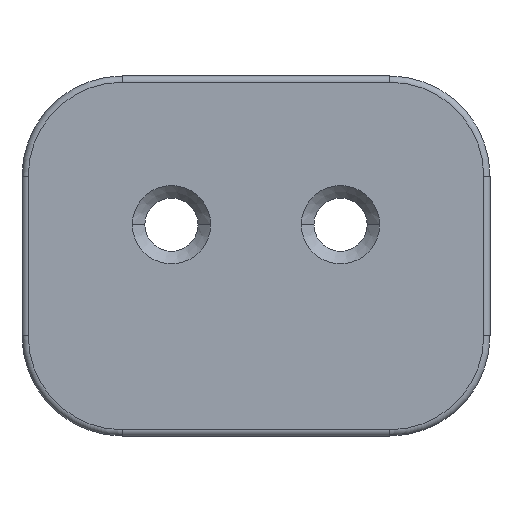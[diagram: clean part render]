
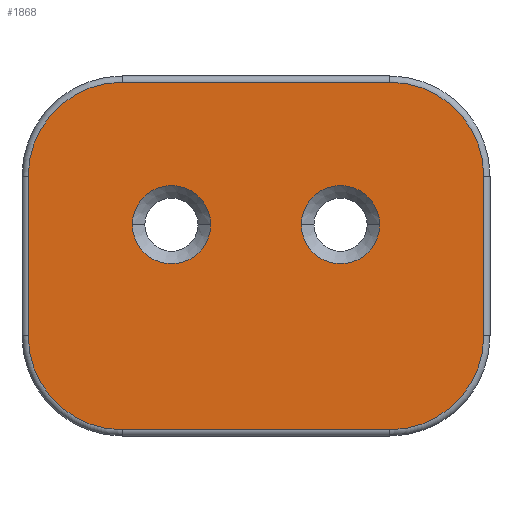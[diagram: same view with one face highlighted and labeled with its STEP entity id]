
A CAD part, front view. The second image highlights one B-rep face of the part: STEP entity #1868.
In plain terms, the highlighted planar face has unit normal (0, -1, 0).
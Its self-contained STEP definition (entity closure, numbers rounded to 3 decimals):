
#2=CARTESIAN_POINT('',(-4.275,0.,2.55));
#3=DIRECTION('',(0.,-1.,0.));
#4=DIRECTION('',(0.,0.,1.));
#5=AXIS2_PLACEMENT_3D('',#2,#3,#4);
#7=DIRECTION('',(-1.,0.,0.));
#8=VECTOR('',#7,8.55);
#9=CARTESIAN_POINT('',(4.275,0.,5.55));
#10=LINE('',#9,#8);
#11=CARTESIAN_POINT('',(4.275,0.,2.55));
#12=DIRECTION('',(0.,-1.,0.));
#13=DIRECTION('',(1.,0.,0.));
#14=AXIS2_PLACEMENT_3D('',#11,#12,#13);
#16=DIRECTION('',(0.,0.,1.));
#17=VECTOR('',#16,5.1);
#18=CARTESIAN_POINT('',(7.275,0.,-2.55));
#19=LINE('',#18,#17);
#20=CARTESIAN_POINT('',(4.275,0.,-2.55));
#21=DIRECTION('',(0.,-1.,0.));
#22=DIRECTION('',(0.,0.,-1.));
#23=AXIS2_PLACEMENT_3D('',#20,#21,#22);
#25=DIRECTION('',(1.,0.,0.));
#26=VECTOR('',#25,8.55);
#27=CARTESIAN_POINT('',(-4.275,0.,-5.55));
#28=LINE('',#27,#26);
#29=CARTESIAN_POINT('',(-4.275,0.,-2.55));
#30=DIRECTION('',(0.,-1.,0.));
#31=DIRECTION('',(-1.,0.,0.));
#32=AXIS2_PLACEMENT_3D('',#29,#30,#31);
#34=DIRECTION('',(0.,0.,-1.));
#35=VECTOR('',#34,5.1);
#36=CARTESIAN_POINT('',(-7.275,0.,2.55));
#37=LINE('',#36,#35);
#38=CARTESIAN_POINT('',(-2.7,0.,1.));
#39=DIRECTION('',(0.,1.,0.));
#40=DIRECTION('',(-1.,0.,0.));
#41=AXIS2_PLACEMENT_3D('',#38,#39,#40);
#43=CARTESIAN_POINT('',(-2.7,0.,1.));
#44=DIRECTION('',(0.,1.,0.));
#45=DIRECTION('',(1.,0.,0.));
#46=AXIS2_PLACEMENT_3D('',#43,#44,#45);
#48=CARTESIAN_POINT('',(2.7,0.,1.));
#49=DIRECTION('',(0.,1.,0.));
#50=DIRECTION('',(1.,0.,0.));
#51=AXIS2_PLACEMENT_3D('',#48,#49,#50);
#53=CARTESIAN_POINT('',(2.7,0.,1.));
#54=DIRECTION('',(0.,1.,0.));
#55=DIRECTION('',(-1.,0.,0.));
#56=AXIS2_PLACEMENT_3D('',#53,#54,#55);
#1540=CARTESIAN_POINT('',(-4.275,0.,5.55));
#1541=CARTESIAN_POINT('',(-7.275,0.,2.55));
#1542=VERTEX_POINT('',#1540);
#1543=VERTEX_POINT('',#1541);
#1548=CARTESIAN_POINT('',(-7.275,0.,-2.55));
#1549=VERTEX_POINT('',#1548);
#1552=CARTESIAN_POINT('',(-4.275,0.,-5.55));
#1553=VERTEX_POINT('',#1552);
#1556=CARTESIAN_POINT('',(4.275,0.,-5.55));
#1557=VERTEX_POINT('',#1556);
#1560=CARTESIAN_POINT('',(7.275,0.,-2.55));
#1561=VERTEX_POINT('',#1560);
#1564=CARTESIAN_POINT('',(7.275,0.,2.55));
#1565=VERTEX_POINT('',#1564);
#1568=CARTESIAN_POINT('',(4.275,0.,5.55));
#1569=VERTEX_POINT('',#1568);
#1608=CARTESIAN_POINT('',(-3.95,0.,1.));
#1609=CARTESIAN_POINT('',(-1.45,0.,1.));
#1610=VERTEX_POINT('',#1608);
#1611=VERTEX_POINT('',#1609);
#1616=CARTESIAN_POINT('',(3.95,0.,1.));
#1617=CARTESIAN_POINT('',(1.45,0.,1.));
#1618=VERTEX_POINT('',#1616);
#1619=VERTEX_POINT('',#1617);
#1833=CARTESIAN_POINT('',(0.,0.,0.));
#1834=DIRECTION('',(0.,1.,0.));
#1835=DIRECTION('',(1.,0.,0.));
#1836=AXIS2_PLACEMENT_3D('',#1833,#1834,#1835);
#1837=PLANE('',#1836);
#1839=ORIENTED_EDGE('',*,*,#1838,.F.);
#1841=ORIENTED_EDGE('',*,*,#1840,.F.);
#1843=ORIENTED_EDGE('',*,*,#1842,.F.);
#1845=ORIENTED_EDGE('',*,*,#1844,.F.);
#1847=ORIENTED_EDGE('',*,*,#1846,.F.);
#1849=ORIENTED_EDGE('',*,*,#1848,.F.);
#1851=ORIENTED_EDGE('',*,*,#1850,.F.);
#1853=ORIENTED_EDGE('',*,*,#1852,.F.);
#1854=EDGE_LOOP('',(#1839,#1841,#1843,#1845,#1847,#1849,#1851,#1853));
#1855=FACE_OUTER_BOUND('',#1854,.F.);
#1857=ORIENTED_EDGE('',*,*,#1856,.F.);
#1859=ORIENTED_EDGE('',*,*,#1858,.F.);
#1860=EDGE_LOOP('',(#1857,#1859));
#1861=FACE_BOUND('',#1860,.F.);
#1863=ORIENTED_EDGE('',*,*,#1862,.F.);
#1865=ORIENTED_EDGE('',*,*,#1864,.F.);
#1866=EDGE_LOOP('',(#1863,#1865));
#1867=FACE_BOUND('',#1866,.F.);
#1868=ADVANCED_FACE('',(#1855,#1861,#1867),#1837,.F.);
#6=CIRCLE('',#5,3.);
#15=CIRCLE('',#14,3.);
#24=CIRCLE('',#23,3.);
#33=CIRCLE('',#32,3.);
#42=CIRCLE('',#41,1.25);
#47=CIRCLE('',#46,1.25);
#52=CIRCLE('',#51,1.25);
#57=CIRCLE('',#56,1.25);
#1838=EDGE_CURVE('',#1542,#1543,#6,.T.);
#1840=EDGE_CURVE('',#1569,#1542,#10,.T.);
#1842=EDGE_CURVE('',#1565,#1569,#15,.T.);
#1844=EDGE_CURVE('',#1561,#1565,#19,.T.);
#1846=EDGE_CURVE('',#1557,#1561,#24,.T.);
#1848=EDGE_CURVE('',#1553,#1557,#28,.T.);
#1850=EDGE_CURVE('',#1549,#1553,#33,.T.);
#1852=EDGE_CURVE('',#1543,#1549,#37,.T.);
#1856=EDGE_CURVE('',#1610,#1611,#42,.T.);
#1858=EDGE_CURVE('',#1611,#1610,#47,.T.);
#1862=EDGE_CURVE('',#1618,#1619,#52,.T.);
#1864=EDGE_CURVE('',#1619,#1618,#57,.T.);
